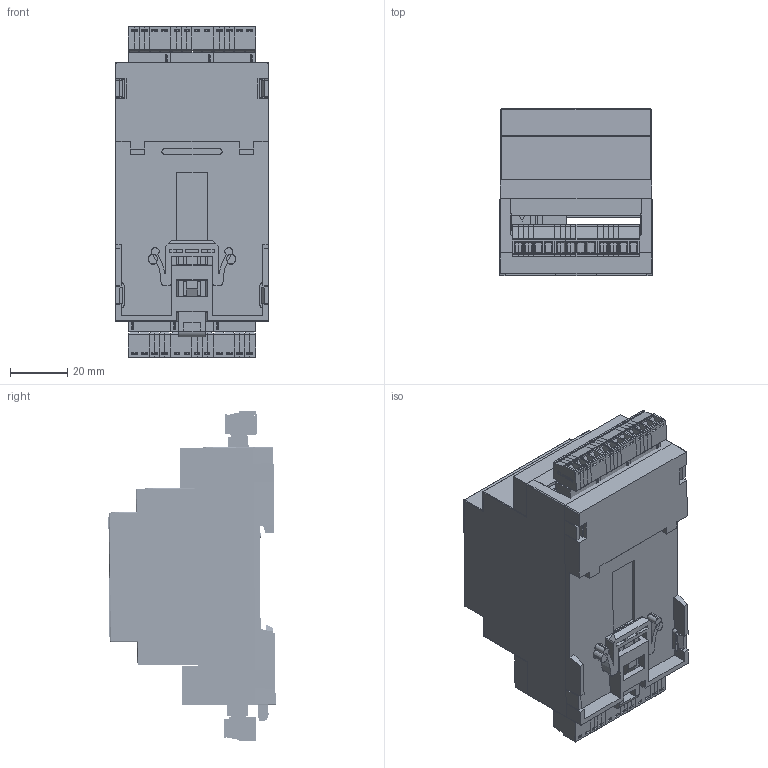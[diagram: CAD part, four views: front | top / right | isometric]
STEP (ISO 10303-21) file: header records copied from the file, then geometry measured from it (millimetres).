
FILE_DESCRIPTION (( 'STEP AP214' ), '1' );
FILE_NAME ('ÑÁ_3d_ÑÐ6006_È2.STEP', '2022-11-29T06:02:52', ( 'Àëÿ' ), ( '' ), 'SwSTEP 2.0', 'SolidWorks 2010', '' );
FILE_SCHEMA (( 'AUTOMOTIVE_DESIGN' ));
Length unit declared in the file: millimetre
Products named in the file (7): 扻豵鵨 D3mg_旃6006; Ñá_âèë-ðîç 4 êîíò; Ñá_3 âèë-ðîç 4 êîíò; Âèëêà 4 êîíò; Ðîçåòêà 4 êîíò; Âèëêà IDC (CONNFLY); ﾑﾁ_3d_ﾑﾐ6006_ﾈ2
Assembly tree (9 placements, depth 4):
  ﾑﾁ_3d_ﾑﾐ6006_ﾈ2
    Ñá_3 âèë-ðîç 4 êîíò  x2
      Ñá_âèë-ðîç 4 êîíò
        Ðîçåòêà 4 êîíò
        Âèëêà 4 êîíò
    Âèëêà IDC (CONNFLY)
    扻豵鵨 D3mg_旃6006
Bounding box: 53.3 x 58.27 x 115.22 mm (x, y, z)
Volume: 56187 mm3; surface area: 80838.5 mm2
Topology: 33 solids, 51 shells, 10417 faces, 29132 edges, 19252 vertices
Faces by surface type: plane 8878, cylinder 1003, bspline 330, cone 206
Entity records: 98248 total; most frequent: CARTESIAN_POINT 19635, ORIENTED_EDGE 14618, DIRECTION 12723, EDGE_CURVE 7309, LINE 6251, VECTOR 6251, VERTEX_POINT 4787, AXIS2_PLACEMENT_3D 3236
